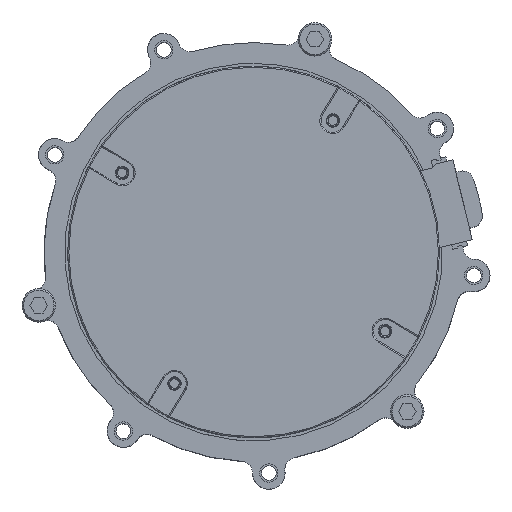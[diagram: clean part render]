
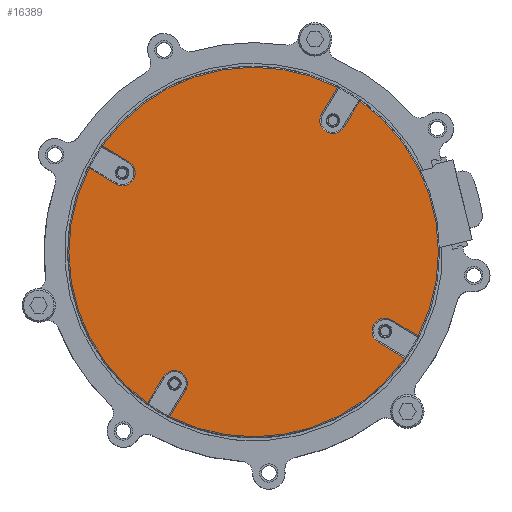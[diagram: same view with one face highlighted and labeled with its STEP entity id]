
A CAD part, top view. The second image highlights one B-rep face of the part: STEP entity #16389.
In plain terms, the highlighted face is planar.
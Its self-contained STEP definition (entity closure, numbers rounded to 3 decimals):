
#14627=CARTESIAN_POINT('',(0.,0.,-1.));
#14628=DIRECTION('',(0.,0.,1.));
#14629=DIRECTION('',(0.998,0.07,0.));
#14630=AXIS2_PLACEMENT_3D('',#14627,#14628,#14629);
#14632=CARTESIAN_POINT('',(0.,26.,-1.));
#14633=DIRECTION('',(0.,0.,-1.));
#14634=DIRECTION('',(1.,0.,0.));
#14635=AXIS2_PLACEMENT_3D('',#14632,#14633,#14634);
#14637=CARTESIAN_POINT('',(0.,0.,-1.));
#14638=DIRECTION('',(0.,0.,1.));
#14639=DIRECTION('',(-0.07,0.998,0.));
#14640=AXIS2_PLACEMENT_3D('',#14637,#14638,#14639);
#14642=CARTESIAN_POINT('',(-26.,0.,-1.));
#14643=DIRECTION('',(0.,0.,-1.));
#14644=DIRECTION('',(0.,1.,0.));
#14645=AXIS2_PLACEMENT_3D('',#14642,#14643,#14644);
#14647=CARTESIAN_POINT('',(0.,0.,-1.));
#14648=DIRECTION('',(0.,0.,1.));
#14649=DIRECTION('',(-0.998,-0.07,0.));
#14650=AXIS2_PLACEMENT_3D('',#14647,#14648,#14649);
#14652=CARTESIAN_POINT('',(0.,-26.,-1.));
#14653=DIRECTION('',(0.,0.,-1.));
#14654=DIRECTION('',(-1.,0.,0.));
#14655=AXIS2_PLACEMENT_3D('',#14652,#14653,#14654);
#14657=CARTESIAN_POINT('',(0.,0.,-1.));
#14658=DIRECTION('',(0.,0.,1.));
#14659=DIRECTION('',(0.07,-0.998,0.));
#14660=AXIS2_PLACEMENT_3D('',#14657,#14658,#14659);
#14662=CARTESIAN_POINT('',(26.,0.,-1.));
#14663=DIRECTION('',(0.,0.,-1.));
#14664=DIRECTION('',(0.,-1.,0.));
#14665=AXIS2_PLACEMENT_3D('',#14662,#14663,#14664);
#14667=DIRECTION('',(0.,1.,0.));
#14668=VECTOR('',#14667,5.223);
#14669=CARTESIAN_POINT('',(2.2,26.,-1.));
#14670=LINE('',#14669,#14668);
#14766=DIRECTION('',(0.,-1.,0.));
#14767=VECTOR('',#14766,5.223);
#14768=CARTESIAN_POINT('',(-2.2,31.223,-1.));
#14769=LINE('',#14768,#14767);
#15434=DIRECTION('',(-1.,0.,0.));
#15435=VECTOR('',#15434,5.223);
#15436=CARTESIAN_POINT('',(31.223,2.2,-1.));
#15437=LINE('',#15436,#15435);
#15467=DIRECTION('',(1.,0.,0.));
#15468=VECTOR('',#15467,5.223);
#15469=CARTESIAN_POINT('',(26.,-2.2,-1.));
#15470=LINE('',#15469,#15468);
#15610=DIRECTION('',(0.,-1.,0.));
#15611=VECTOR('',#15610,5.223);
#15612=CARTESIAN_POINT('',(-2.2,-26.,-1.));
#15613=LINE('',#15612,#15611);
#15700=DIRECTION('',(1.,0.,0.));
#15701=VECTOR('',#15700,5.223);
#15702=CARTESIAN_POINT('',(-31.223,-2.2,-1.));
#15703=LINE('',#15702,#15701);
#15733=DIRECTION('',(-1.,0.,0.));
#15734=VECTOR('',#15733,5.223);
#15735=CARTESIAN_POINT('',(-26.,2.2,-1.));
#15736=LINE('',#15735,#15734);
#15793=DIRECTION('',(0.,1.,0.));
#15794=VECTOR('',#15793,5.223);
#15795=CARTESIAN_POINT('',(2.2,-31.223,-1.));
#15796=LINE('',#15795,#15794);
#15911=CARTESIAN_POINT('',(31.223,2.2,-1.));
#15912=CARTESIAN_POINT('',(2.2,31.223,-1.));
#15913=VERTEX_POINT('',#15911);
#15914=VERTEX_POINT('',#15912);
#15915=CARTESIAN_POINT('',(2.2,26.,-1.));
#15916=VERTEX_POINT('',#15915);
#15917=CARTESIAN_POINT('',(-2.2,26.,-1.));
#15918=VERTEX_POINT('',#15917);
#15919=CARTESIAN_POINT('',(-2.2,31.223,-1.));
#15920=VERTEX_POINT('',#15919);
#15921=CARTESIAN_POINT('',(-31.223,2.2,-1.));
#15922=VERTEX_POINT('',#15921);
#15923=CARTESIAN_POINT('',(-26.,2.2,-1.));
#15924=VERTEX_POINT('',#15923);
#15925=CARTESIAN_POINT('',(-26.,-2.2,-1.));
#15926=VERTEX_POINT('',#15925);
#15927=CARTESIAN_POINT('',(-31.223,-2.2,-1.));
#15928=VERTEX_POINT('',#15927);
#15929=CARTESIAN_POINT('',(-2.2,-31.223,-1.));
#15930=VERTEX_POINT('',#15929);
#15931=CARTESIAN_POINT('',(-2.2,-26.,-1.));
#15932=VERTEX_POINT('',#15931);
#15933=CARTESIAN_POINT('',(2.2,-26.,-1.));
#15934=VERTEX_POINT('',#15933);
#15935=CARTESIAN_POINT('',(2.2,-31.223,-1.));
#15936=VERTEX_POINT('',#15935);
#15937=CARTESIAN_POINT('',(31.223,-2.2,-1.));
#15938=VERTEX_POINT('',#15937);
#15939=CARTESIAN_POINT('',(26.,-2.2,-1.));
#15940=VERTEX_POINT('',#15939);
#15941=CARTESIAN_POINT('',(26.,2.2,-1.));
#15942=VERTEX_POINT('',#15941);
#16351=CARTESIAN_POINT('',(0.,0.,-1.));
#16352=DIRECTION('',(0.,0.,1.));
#16353=DIRECTION('',(1.,0.,0.));
#16354=AXIS2_PLACEMENT_3D('',#16351,#16352,#16353);
#16355=PLANE('',#16354);
#16356=ORIENTED_EDGE('',*,*,#16341,.T.);
#16358=ORIENTED_EDGE('',*,*,#16357,.F.);
#16360=ORIENTED_EDGE('',*,*,#16359,.T.);
#16362=ORIENTED_EDGE('',*,*,#16361,.F.);
#16364=ORIENTED_EDGE('',*,*,#16363,.T.);
#16366=ORIENTED_EDGE('',*,*,#16365,.F.);
#16368=ORIENTED_EDGE('',*,*,#16367,.T.);
#16370=ORIENTED_EDGE('',*,*,#16369,.F.);
#16372=ORIENTED_EDGE('',*,*,#16371,.T.);
#16374=ORIENTED_EDGE('',*,*,#16373,.F.);
#16376=ORIENTED_EDGE('',*,*,#16375,.T.);
#16378=ORIENTED_EDGE('',*,*,#16377,.F.);
#16380=ORIENTED_EDGE('',*,*,#16379,.T.);
#16382=ORIENTED_EDGE('',*,*,#16381,.F.);
#16384=ORIENTED_EDGE('',*,*,#16383,.T.);
#16386=ORIENTED_EDGE('',*,*,#16385,.F.);
#16387=EDGE_LOOP('',(#16356,#16358,#16360,#16362,#16364,#16366,#16368,#16370,
#16372,#16374,#16376,#16378,#16380,#16382,#16384,#16386));
#16388=FACE_OUTER_BOUND('',#16387,.F.);
#16389=ADVANCED_FACE('',(#16388),#16355,.F.);
#14631=CIRCLE('',#14630,31.3);
#14636=CIRCLE('',#14635,2.2);
#14641=CIRCLE('',#14640,31.3);
#14646=CIRCLE('',#14645,2.2);
#14651=CIRCLE('',#14650,31.3);
#14656=CIRCLE('',#14655,2.2);
#14661=CIRCLE('',#14660,31.3);
#14666=CIRCLE('',#14665,2.2);
#16341=EDGE_CURVE('',#15913,#15914,#14631,.T.);
#16357=EDGE_CURVE('',#15916,#15914,#14670,.T.);
#16359=EDGE_CURVE('',#15916,#15918,#14636,.T.);
#16361=EDGE_CURVE('',#15920,#15918,#14769,.T.);
#16363=EDGE_CURVE('',#15920,#15922,#14641,.T.);
#16365=EDGE_CURVE('',#15924,#15922,#15736,.T.);
#16367=EDGE_CURVE('',#15924,#15926,#14646,.T.);
#16369=EDGE_CURVE('',#15928,#15926,#15703,.T.);
#16371=EDGE_CURVE('',#15928,#15930,#14651,.T.);
#16373=EDGE_CURVE('',#15932,#15930,#15613,.T.);
#16375=EDGE_CURVE('',#15932,#15934,#14656,.T.);
#16377=EDGE_CURVE('',#15936,#15934,#15796,.T.);
#16379=EDGE_CURVE('',#15936,#15938,#14661,.T.);
#16381=EDGE_CURVE('',#15940,#15938,#15470,.T.);
#16383=EDGE_CURVE('',#15940,#15942,#14666,.T.);
#16385=EDGE_CURVE('',#15913,#15942,#15437,.T.);
